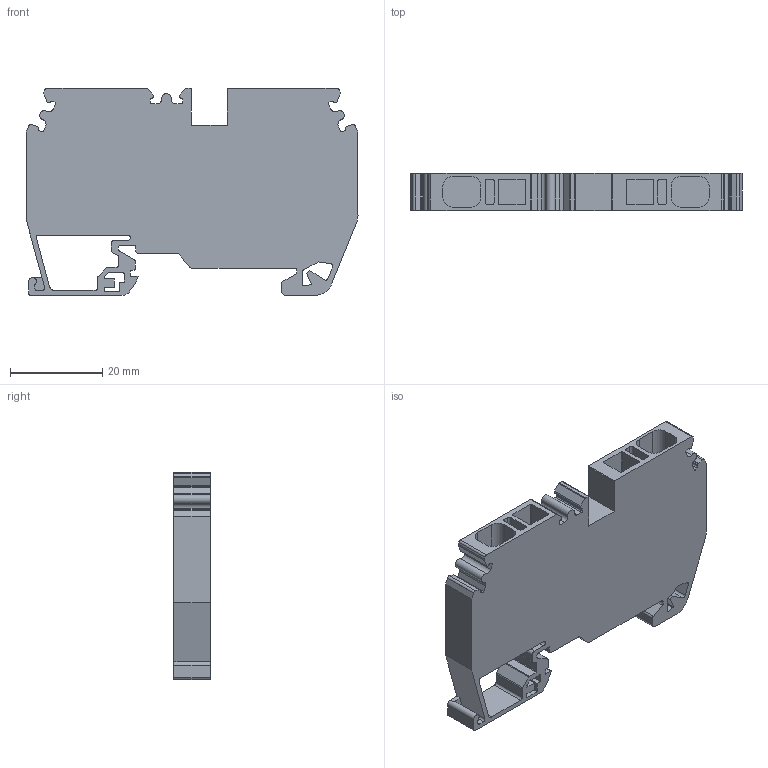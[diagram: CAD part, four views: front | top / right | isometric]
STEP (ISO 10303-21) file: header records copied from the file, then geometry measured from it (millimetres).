
FILE_DESCRIPTION( ( 'Unknown' ), '1' );
FILE_NAME( 'CSCG6T.stp', 'Unknown', ( 'Unknown' ), ( 'Unknown' ), 'PSStep 14.0', 'Unknown', ' ' );
FILE_SCHEMA( ( 'AUTOMOTIVE_DESIGN { 1 0 10303 214 1 1 1 1 }' ) );
Length unit declared in the file: millimetre
Products named in the file (1): 1
Bounding box: 72 x 8 x 44.9 mm (x, y, z)
Volume: 18872.5 mm3; surface area: 9415.9 mm2
Topology: 1 solids, 1 shells, 239 faces, 693 edges, 462 vertices
Faces by surface type: plane 133, cylinder 106
Entity records: 9860 total; most frequent: CARTESIAN_POINT 1395, DIRECTION 1386, ORIENTED_EDGE 1386, EDGE_CURVE 693, LINE 480, VECTOR 480, VERTEX_POINT 462, AXIS2_PLACEMENT_3D 453
